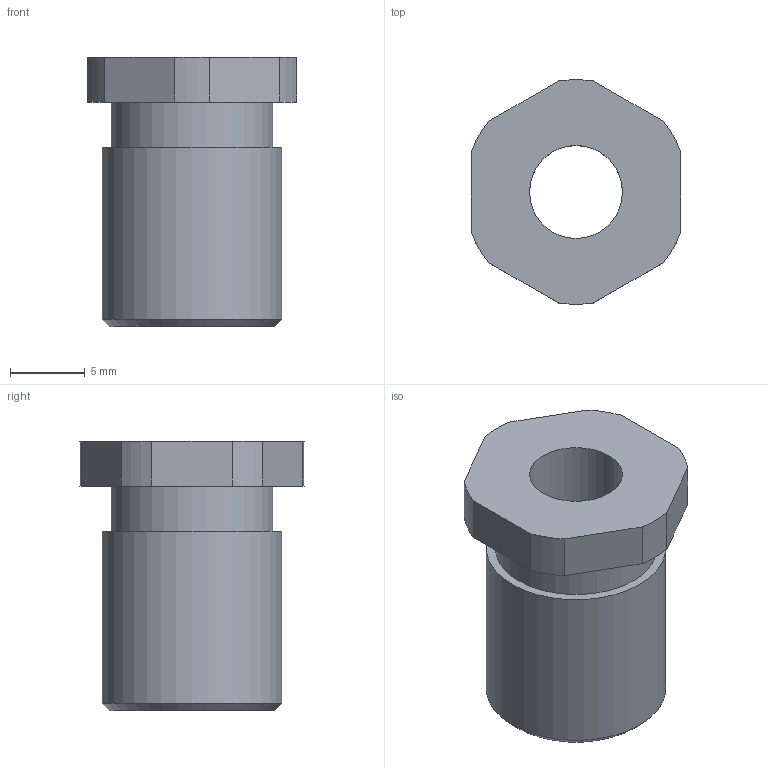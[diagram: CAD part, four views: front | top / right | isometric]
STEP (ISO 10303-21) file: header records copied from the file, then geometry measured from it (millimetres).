
FILE_DESCRIPTION(/* description */ (''),/* implementation_level */ '2;1');
FILE_NAME(/* name */ 'chariot_mat_cliquet_bague.stp',/* time_stamp */ '2021-03-29T18:22:27+02:00',/* author */ ('Utilisateur'),/* organization */ (''),/* preprocessor_version */ 'ST-DEVELOPER v16.5',/* originating_system */ 'Autodesk Inventor 2017',/* authorisation */ '');
FILE_SCHEMA (('AUTOMOTIVE_DESIGN { 1 0 10303 214 3 1 1 }'));
Length unit declared in the file: millimetre
Products named in the file (1): chariot_mat_cliquet_bague
Bounding box: 14 x 14.98 x 18 mm (x, y, z)
Volume: 1001.4 mm3; surface area: 1490.2 mm2
Topology: 1 solids, 1 shells, 22 faces, 51 edges, 34 vertices
Faces by surface type: plane 11, cylinder 10, cone 1
Full cylindrical faces by diameter (mm): 6.2 x1, 10 x1, 10.8 x1, 12 x1
Entity records: 636 total; most frequent: DIRECTION 112, CARTESIAN_POINT 101, ORIENTED_EDGE 90, EDGE_CURVE 45, AXIS2_PLACEMENT_3D 44, VERTEX_POINT 33, EDGE_LOOP 32, LINE 24
